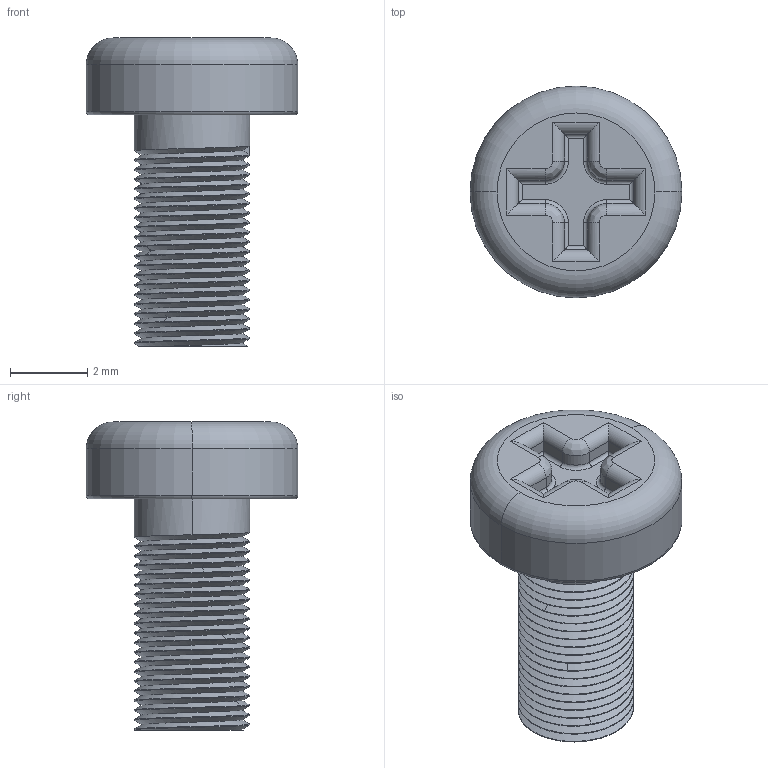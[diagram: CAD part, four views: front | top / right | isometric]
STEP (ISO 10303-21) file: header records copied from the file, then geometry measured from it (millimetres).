
FILE_DESCRIPTION(('FreeCAD Model'),'2;1');
FILE_NAME('MOUNTINGHOLE_SCREW_M3_PanHead001.step','2017-12-11T11:36:39',( 'kicad StepUp'),('ksu MCAD'),'Open CASCADE STEP processor 6.8', 'FreeCAD','Unknown');
FILE_SCHEMA(('AUTOMOTIVE_DESIGN_CC2 { 1 2 10303 214 -1 1 5 4 }'));
Length unit declared in the file: millimetre
Products named in the file (2): ASSEMBLY; MOUNTINGHOLE_SCREW_M3_PanHead001
Assembly tree (1 placements, depth 2):
  ASSEMBLY
    MOUNTINGHOLE_SCREW_M3_PanHead001
Bounding box: 5.5 x 5.5 x 8 mm (x, y, z)
Volume: 81.3 mm3; surface area: 176 mm2
Topology: 1 solids, 1 shells, 112 faces, 281 edges, 173 vertices
Faces by surface type: cylinder 71, plane 17, bspline 16, torus 8
Entity records: 8735 total; most frequent: CARTESIAN_POINT 6276, ORIENTED_EDGE 562, DIRECTION 410, EDGE_CURVE 281, VERTEX_POINT 173, AXIS2_PLACEMENT_3D 145, LINE 120, VECTOR 120
